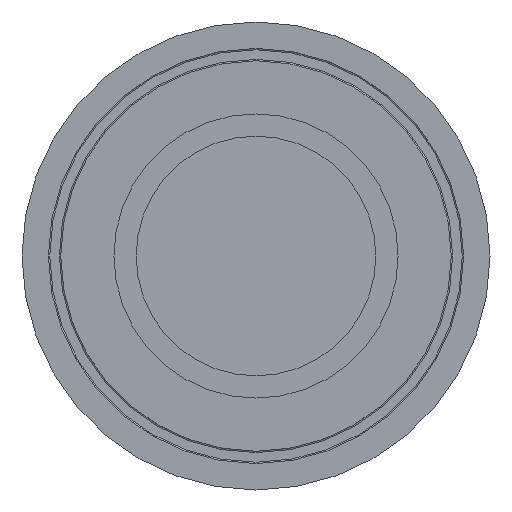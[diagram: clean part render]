
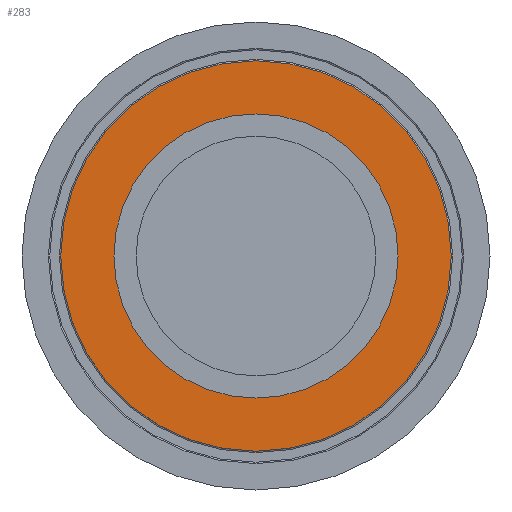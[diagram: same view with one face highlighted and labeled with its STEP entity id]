
A CAD part, front view. The second image highlights one B-rep face of the part: STEP entity #283.
In plain terms, the highlighted conical face has half-angle 90 degrees and reference radius 37.984 mm.
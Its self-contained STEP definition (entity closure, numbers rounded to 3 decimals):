
#20=LINE('',#499,#36);
#36=VECTOR('',#400,37.984);
#52=CONICAL_SURFACE('',#329,37.984,1.571);
#70=FACE_OUTER_BOUND('',#90,.T.);
#90=EDGE_LOOP('',(#222,#223,#224,#225));
#112=CIRCLE('',#322,43.969);
#117=CIRCLE('',#330,31.999);
#136=VERTEX_POINT('',#483);
#140=VERTEX_POINT('',#497);
#161=EDGE_CURVE('',#136,#136,#112,.T.);
#168=EDGE_CURVE('',#140,#140,#117,.T.);
#169=EDGE_CURVE('',#140,#136,#20,.T.);
#222=ORIENTED_EDGE('',*,*,#168,.F.);
#223=ORIENTED_EDGE('',*,*,#169,.T.);
#224=ORIENTED_EDGE('',*,*,#161,.T.);
#225=ORIENTED_EDGE('',*,*,#169,.F.);
#283=ADVANCED_FACE('',(#70),#52,.T.);
#322=AXIS2_PLACEMENT_3D('',#484,#380,#381);
#329=AXIS2_PLACEMENT_3D('',#496,#396,#397);
#330=AXIS2_PLACEMENT_3D('',#498,#398,#399);
#380=DIRECTION('center_axis',(0.,-1.,0.));
#381=DIRECTION('ref_axis',(1.,0.,0.));
#396=DIRECTION('center_axis',(0.,1.,0.));
#397=DIRECTION('ref_axis',(1.,0.,0.));
#398=DIRECTION('center_axis',(0.,-1.,0.));
#399=DIRECTION('ref_axis',(1.,0.,0.));
#400=DIRECTION('',(-1.,0.,0.));
#483=CARTESIAN_POINT('',(-43.969,0.,0.));
#484=CARTESIAN_POINT('Origin',(0.,0.,0.));
#496=CARTESIAN_POINT('Origin',(0.,0.,0.));
#497=CARTESIAN_POINT('',(-31.999,0.,0.));
#498=CARTESIAN_POINT('Origin',(0.,0.,0.));
#499=CARTESIAN_POINT('',(-37.984,0.,0.));
